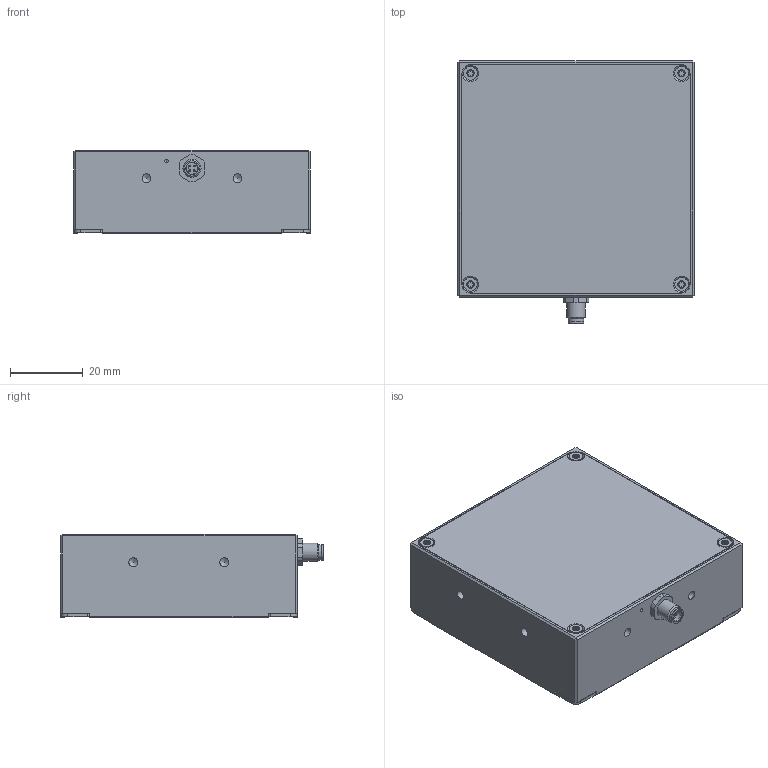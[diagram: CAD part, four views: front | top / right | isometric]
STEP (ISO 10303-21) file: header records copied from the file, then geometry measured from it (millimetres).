
FILE_DESCRIPTION(/* description */ (''),/* implementation_level */ '2;1');
FILE_NAME(/* name */ 'AO000375.stp',/* time_stamp */ '2016-09-28T15:25:16+02:00',/* author */ ('mitarbeiter'),/* organization */ (''),/* preprocessor_version */ 'ST-DEVELOPER v15.2',/* originating_system */ 'Autodesk Inventor 2014',/* authorisation */ '');
FILE_SCHEMA (('AUTOMOTIVE_DESIGN { 1 0 10303 214 3 1 1 }'));
Length unit declared in the file: millimetre
Products named in the file (4): AO000375; AO000375_1; AO000375_2
Bounding box: 65 x 72.2 x 23 mm (x, y, z)
Surface area: 35484.5 mm2
Topology: 4 solids, 4 shells, 452 faces, 1153 edges, 741 vertices
Faces by surface type: plane 212, cylinder 184, cone 46, torus 10
Full cylindrical faces by diameter (mm): 0.5 x4, 1 x8, 1.075 x4, 1.4 x4, 1.5 x4, 1.567 x4, 2 x4, 2.013 x4, 2.4 x2, 2.459 x8, 3.75 x1, 3.8 x4, 4.25 x2, 4.4 x1, 4.459 x2, 5 x1, 6.5 x1
Entity records: 13187 total; most frequent: CARTESIAN_POINT 2643, DIRECTION 2316, ORIENTED_EDGE 1972, EDGE_CURVE 986, AXIS2_PLACEMENT_3D 907, VERTEX_POINT 682, EDGE_LOOP 607, LINE 502
